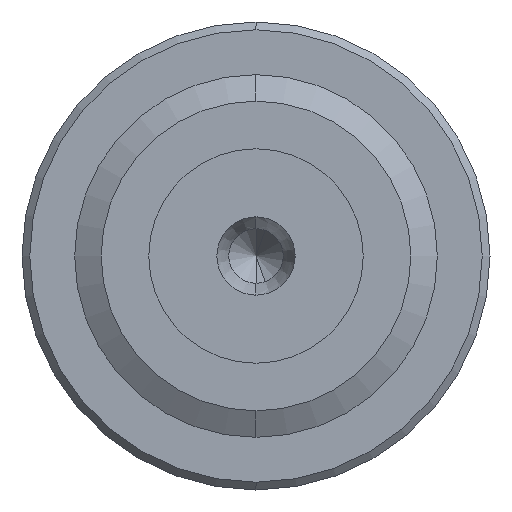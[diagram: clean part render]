
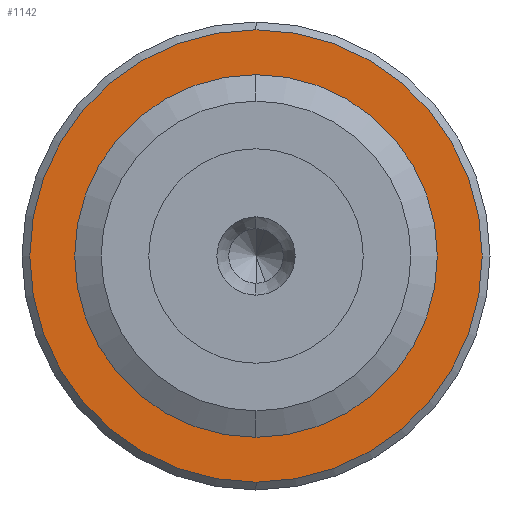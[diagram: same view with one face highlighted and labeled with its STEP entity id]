
A CAD part, left-side view. The second image highlights one B-rep face of the part: STEP entity #1142.
In plain terms, the highlighted planar face has unit normal (-1, 0, 0).
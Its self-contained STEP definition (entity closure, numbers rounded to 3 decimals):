
#53 = EDGE_LOOP ( 'NONE', ( #1603, #2533 ) ) ;
#72 = CARTESIAN_POINT ( 'NONE',  ( -3.822, 0., 3.97 ) ) ;
#128 = CIRCLE ( 'NONE', #220, 5.8 ) ;
#220 = AXIS2_PLACEMENT_3D ( 'NONE', #4546, #2548, #751 ) ;
#255 = ORIENTED_EDGE ( 'NONE', *, *, #3840, .T. ) ;
#643 = CARTESIAN_POINT ( 'NONE',  ( -3.822, 0., 0. ) ) ;
#691 = CIRCLE ( 'NONE', #3057, 3.97 ) ;
#751 = DIRECTION ( 'NONE',  ( 0., 0., 1. ) ) ;
#1142 = ADVANCED_FACE ( 'NONE', ( #3149, #3255 ), #3448, .T. ) ;
#1186 = DIRECTION ( 'NONE',  ( -1., 0., 0. ) ) ;
#1225 = DIRECTION ( 'NONE',  ( 0., 0., 1. ) ) ;
#1337 = DIRECTION ( 'NONE',  ( 0., 0., 1. ) ) ;
#1436 = EDGE_CURVE ( 'NONE', #1662, #2751, #1792, .T. ) ;
#1603 = ORIENTED_EDGE ( 'NONE', *, *, #3582, .F. ) ;
#1662 = VERTEX_POINT ( 'NONE', #2514 ) ;
#1714 = DIRECTION ( 'NONE',  ( -1., 0., 0. ) ) ;
#1792 = CIRCLE ( 'NONE', #2206, 5.8 ) ;
#1971 = CARTESIAN_POINT ( 'NONE',  ( -3.822, 0., 0. ) ) ;
#1985 = VERTEX_POINT ( 'NONE', #3719 ) ;
#2206 = AXIS2_PLACEMENT_3D ( 'NONE', #2293, #2990, #1225 ) ;
#2293 = CARTESIAN_POINT ( 'NONE',  ( -3.822, 0., 0. ) ) ;
#2514 = CARTESIAN_POINT ( 'NONE',  ( -3.822, 0., -5.8 ) ) ;
#2533 = ORIENTED_EDGE ( 'NONE', *, *, #2544, .F. ) ;
#2544 = EDGE_CURVE ( 'NONE', #1985, #3430, #2674, .T. ) ;
#2548 = DIRECTION ( 'NONE',  ( -1., 0., 0. ) ) ;
#2674 = CIRCLE ( 'NONE', #2786, 3.97 ) ;
#2677 = DIRECTION ( 'NONE',  ( -1., 0., 0. ) ) ;
#2751 = VERTEX_POINT ( 'NONE', #3023 ) ;
#2786 = AXIS2_PLACEMENT_3D ( 'NONE', #1971, #2677, #3026 ) ;
#2990 = DIRECTION ( 'NONE',  ( -1., 0., 0. ) ) ;
#3023 = CARTESIAN_POINT ( 'NONE',  ( -3.822, 0., 5.8 ) ) ;
#3026 = DIRECTION ( 'NONE',  ( 0., 0., 1. ) ) ;
#3057 = AXIS2_PLACEMENT_3D ( 'NONE', #3292, #1186, #3941 ) ;
#3149 = FACE_OUTER_BOUND ( 'NONE', #3673, .T. ) ;
#3220 = AXIS2_PLACEMENT_3D ( 'NONE', #643, #1714, #1337 ) ;
#3255 = FACE_BOUND ( 'NONE', #53, .T. ) ;
#3292 = CARTESIAN_POINT ( 'NONE',  ( -3.822, 0., 0. ) ) ;
#3370 = ORIENTED_EDGE ( 'NONE', *, *, #1436, .T. ) ;
#3430 = VERTEX_POINT ( 'NONE', #72 ) ;
#3448 = PLANE ( 'NONE',  #3220 ) ;
#3582 = EDGE_CURVE ( 'NONE', #3430, #1985, #691, .T. ) ;
#3673 = EDGE_LOOP ( 'NONE', ( #3370, #255 ) ) ;
#3719 = CARTESIAN_POINT ( 'NONE',  ( -3.822, 0., -3.97 ) ) ;
#3840 = EDGE_CURVE ( 'NONE', #2751, #1662, #128, .T. ) ;
#3941 = DIRECTION ( 'NONE',  ( 0., 0., 1. ) ) ;
#4546 = CARTESIAN_POINT ( 'NONE',  ( -3.822, 0., 0. ) ) ;
